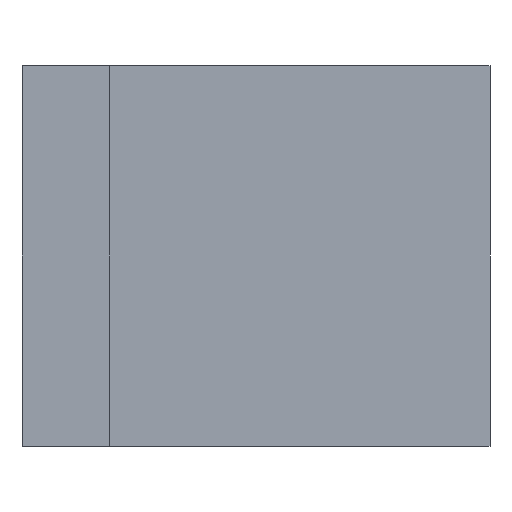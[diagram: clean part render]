
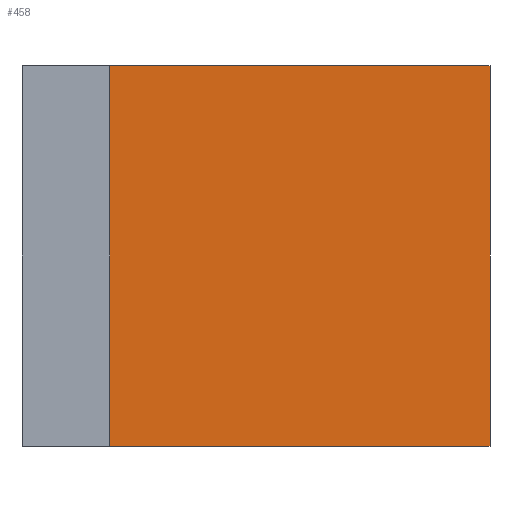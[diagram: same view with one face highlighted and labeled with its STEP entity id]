
A CAD part, front view. The second image highlights one B-rep face of the part: STEP entity #458.
In plain terms, the highlighted planar face has unit normal (0, -1, 0).
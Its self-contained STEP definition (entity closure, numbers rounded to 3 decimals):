
#82=CARTESIAN_POINT('',(1049.726,-436.419,5.676));
#83=VERTEX_POINT('',#82);
#90=CARTESIAN_POINT('',(1062.726,-436.419,5.676));
#91=VERTEX_POINT('',#90);
#92=CARTESIAN_POINT('',(1062.726,-436.419,5.676));
#93=DIRECTION('',(-1.,-0.,0.));
#94=VECTOR('',#93,13.);
#95=LINE('',#92,#94);
#96=EDGE_CURVE('',#91,#83,#95,.T.);
#178=CARTESIAN_POINT('',(1062.726,-436.419,-7.324));
#179=VERTEX_POINT('',#178);
#186=CARTESIAN_POINT('',(1049.726,-436.419,-7.324));
#187=VERTEX_POINT('',#186);
#188=CARTESIAN_POINT('',(1062.726,-436.419,-7.324));
#189=DIRECTION('',(-1.,-0.,0.));
#190=VECTOR('',#189,13.);
#191=LINE('',#188,#190);
#192=EDGE_CURVE('',#179,#187,#191,.T.);
#347=CARTESIAN_POINT('',(1049.726,-436.419,-7.324));
#348=DIRECTION('',(0.,-0.,1.));
#349=VECTOR('',#348,13.);
#350=LINE('',#347,#349);
#351=EDGE_CURVE('',#187,#83,#350,.T.);
#442=CARTESIAN_POINT('',(1062.726,-436.419,-0.824));
#443=DIRECTION('',(0.,-1.,-0.));
#444=DIRECTION('',(-0.,0.,-1.));
#445=AXIS2_PLACEMENT_3D('',#442,#443,#444);
#446=PLANE('',#445);
#447=ORIENTED_EDGE('',*,*,#351,.F.);
#448=ORIENTED_EDGE('',*,*,#192,.F.);
#449=CARTESIAN_POINT('',(1062.726,-436.419,-7.324));
#450=DIRECTION('',(0.,-0.,1.));
#451=VECTOR('',#450,13.);
#452=LINE('',#449,#451);
#453=EDGE_CURVE('',#179,#91,#452,.T.);
#454=ORIENTED_EDGE('',*,*,#453,.T.);
#455=ORIENTED_EDGE('',*,*,#96,.T.);
#456=EDGE_LOOP('',(#447,#448,#454,#455));
#457=FACE_BOUND('',#456,.T.);
#458=ADVANCED_FACE('',(#457),#446,.T.);
